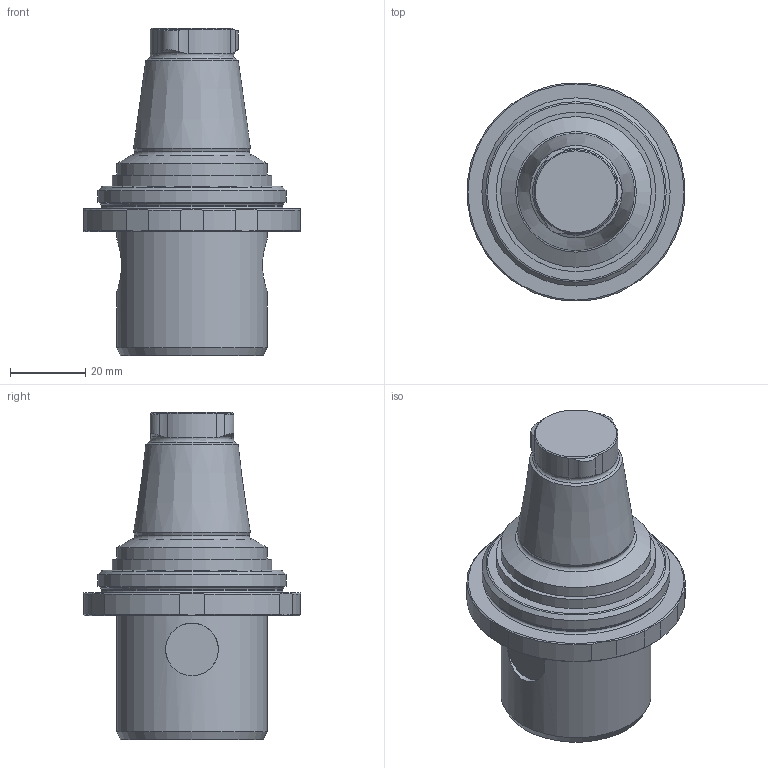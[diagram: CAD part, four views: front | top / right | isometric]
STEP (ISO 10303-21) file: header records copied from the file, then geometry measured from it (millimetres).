
FILE_DESCRIPTION(/* description */ ('Unknown'),/* implementation_level */ '2;1');
FILE_NAME(/* name */ '320132018',/* time_stamp */ '2020-06-18T10:46:14+02:00',/* author */ ('Unknown'),/* organization */ ('Unknown'),/* preprocessor_version */ 'ST-DEVELOPER v16.7',/* originating_system */ 'DEX',/* authorisation */ $);
FILE_SCHEMA (('AUTOMOTIVE_DESIGN {1 0 10303 214 3 1 1}'));
Length unit declared in the file: millimetre
Products named in the file (1): 089150_320132018_vereinfacht_STP_00414800
Bounding box: 57.6 x 57.7 x 87 mm (x, y, z)
Volume: 85247.7 mm3; surface area: 17559 mm2
Topology: 1 solids, 1 shells, 66 faces, 155 edges, 98 vertices
Faces by surface type: cylinder 28, plane 17, cone 16, torus 5
Full cylindrical faces by diameter (mm): 14 x2, 18 x1, 40 x2, 42.4 x1, 48.1 x1, 50 x1
Entity records: 1816 total; most frequent: CARTESIAN_POINT 445, DIRECTION 272, ORIENTED_EDGE 250, EDGE_CURVE 125, AXIS2_PLACEMENT_3D 122, EDGE_LOOP 96, FACE_BOUND 96, VERTEX_POINT 91
